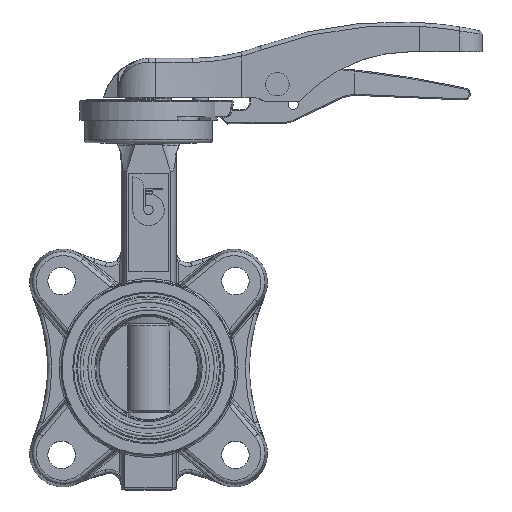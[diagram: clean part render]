
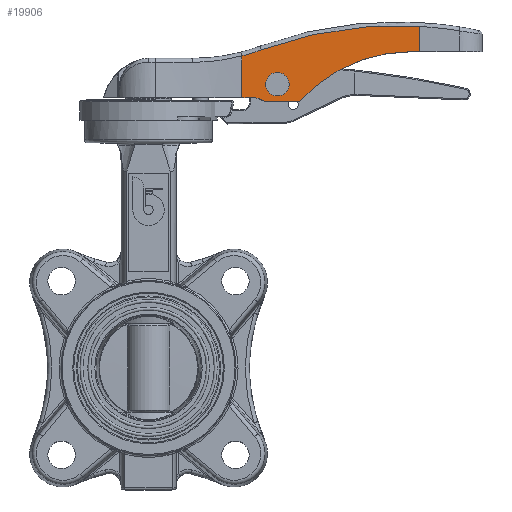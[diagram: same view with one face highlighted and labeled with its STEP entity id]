
A CAD part, top view. The second image highlights one B-rep face of the part: STEP entity #19906.
In plain terms, the highlighted planar face has unit normal (0, 0, 1).
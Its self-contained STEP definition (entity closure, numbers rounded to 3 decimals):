
#11867 = CARTESIAN_POINT ( 'NONE',  ( 59.5, 144.4, 11.75 ) ) ;
#11870 = VERTEX_POINT ( 'NONE', #11867 ) ;
#15527 = CARTESIAN_POINT ( 'NONE',  ( 75.661, 135.5, 11.75 ) ) ;
#15757 = DIRECTION ( 'NONE',  ( -1., 0., 0. ) ) ;
#15758 = VECTOR ( 'NONE', #15757, 1000. ) ;
#15759 = CARTESIAN_POINT ( 'NONE',  ( 47.444, 135.5, 11.75 ) ) ;
#15760 = LINE ( 'NONE', #15759, #15758 ) ;
#16936 = FACE_OUTER_BOUND ( 'NONE', #22560, .T. ) ;
#16970 = DIRECTION ( 'NONE',  ( -1., 0., 0. ) ) ;
#16971 = DIRECTION ( 'NONE',  ( 0., 0., -1. ) ) ;
#16973 = AXIS2_PLACEMENT_3D ( 'NONE', #16988, #16971, #16970 ) ;
#16982 = FACE_BOUND ( 'NONE', #24524, .T. ) ;
#16987 = PLANE ( 'NONE',  #16973 ) ;
#16988 = CARTESIAN_POINT ( 'NONE',  ( 47.444, 222.9, 11.75 ) ) ;
#19366 = VERTEX_POINT ( 'NONE', #15527 ) ;
#19465 = EDGE_CURVE ( 'NONE', #19366, #22971, #15760, .T. ) ;
#19635 = ORIENTED_EDGE ( 'NONE', *, *, #19465, .F. ) ;
#19906 = ADVANCED_FACE ( 'NONE', ( #16936, #16982 ), #16987, .F. ) ;
#22560 = EDGE_LOOP ( 'NONE', ( #19635, #23624, #23445, #23609, #23039, #23645, #23626, #23575, #22846, #23430, #23516, #22913 ) ) ;
#22603 = EDGE_CURVE ( 'NONE', #19366, #23541, #29039, .T. ) ;
#22798 = EDGE_CURVE ( 'NONE', #23563, #22866, #29053, .T. ) ;
#22832 = EDGE_CURVE ( 'NONE', #23610, #22910, #29081, .T. ) ;
#22846 = ORIENTED_EDGE ( 'NONE', *, *, #23573, .F. ) ;
#22866 = VERTEX_POINT ( 'NONE', #29054 ) ;
#22910 = VERTEX_POINT ( 'NONE', #29077 ) ;
#22913 = ORIENTED_EDGE ( 'NONE', *, *, #23725, .T. ) ;
#22971 = VERTEX_POINT ( 'NONE', #29061 ) ;
#23039 = ORIENTED_EDGE ( 'NONE', *, *, #23586, .F. ) ;
#23344 = VERTEX_POINT ( 'NONE', #29093 ) ;
#23400 = VERTEX_POINT ( 'NONE', #29088 ) ;
#23430 = ORIENTED_EDGE ( 'NONE', *, *, #22798, .F. ) ;
#23445 = ORIENTED_EDGE ( 'NONE', *, *, #23622, .F. ) ;
#23516 = ORIENTED_EDGE ( 'NONE', *, *, #23577, .F. ) ;
#23539 = EDGE_CURVE ( 'NONE', #23344, #23581, #29101, .T. ) ;
#23541 = VERTEX_POINT ( 'NONE', #29109 ) ;
#23542 = VERTEX_POINT ( 'NONE', #29144 ) ;
#23549 = EDGE_CURVE ( 'NONE', #23597, #23542, #29150, .T. ) ;
#23563 = VERTEX_POINT ( 'NONE', #29200 ) ;
#23573 = EDGE_CURVE ( 'NONE', #22866, #23581, #29198, .T. ) ;
#23575 = ORIENTED_EDGE ( 'NONE', *, *, #23539, .T. ) ;
#23577 = EDGE_CURVE ( 'NONE', #23400, #23563, #29180, .T. ) ;
#23581 = VERTEX_POINT ( 'NONE', #29219 ) ;
#23586 = EDGE_CURVE ( 'NONE', #23610, #23597, #29245, .T. ) ;
#23597 = VERTEX_POINT ( 'NONE', #29240 ) ;
#23609 = ORIENTED_EDGE ( 'NONE', *, *, #23549, .F. ) ;
#23610 = VERTEX_POINT ( 'NONE', #29253 ) ;
#23621 = EDGE_CURVE ( 'NONE', #22910, #23344, #29285, .T. ) ;
#23622 = EDGE_CURVE ( 'NONE', #23542, #23541, #29278, .T. ) ;
#23624 = ORIENTED_EDGE ( 'NONE', *, *, #22603, .T. ) ;
#23626 = ORIENTED_EDGE ( 'NONE', *, *, #23621, .T. ) ;
#23645 = ORIENTED_EDGE ( 'NONE', *, *, #22832, .T. ) ;
#23725 = EDGE_CURVE ( 'NONE', #23400, #22971, #29495, .T. ) ;
#23770 = EDGE_CURVE ( 'NONE', #11870, #11870, #29562, .T. ) ;
#23815 = ORIENTED_EDGE ( 'NONE', *, *, #23770, .T. ) ;
#24524 = EDGE_LOOP ( 'NONE', ( #23815 ) ) ;
#29026 = AXIS2_PLACEMENT_3D ( 'NONE', #29075, #29074, #29073 ) ;
#29033 = DIRECTION ( 'NONE',  ( -1., 0., 0. ) ) ;
#29034 = DIRECTION ( 'NONE',  ( 0., 0., 1. ) ) ;
#29035 = CARTESIAN_POINT ( 'NONE',  ( 75.661, 138.5, 11.75 ) ) ;
#29036 = AXIS2_PLACEMENT_3D ( 'NONE', #29035, #29034, #29033 ) ;
#29039 = CIRCLE ( 'NONE', #29036, 3. ) ;
#29045 = AXIS2_PLACEMENT_3D ( 'NONE', #29080, #29079, #29078 ) ;
#29053 = CIRCLE ( 'NONE', #29045, 10. ) ;
#29054 = CARTESIAN_POINT ( 'NONE',  ( 52.856, 137.5, 11.75 ) ) ;
#29061 = CARTESIAN_POINT ( 'NONE',  ( 59.804, 135.5, 11.75 ) ) ;
#29073 = DIRECTION ( 'NONE',  ( -1., 0., 0. ) ) ;
#29074 = DIRECTION ( 'NONE',  ( 0., 0., 1. ) ) ;
#29075 = CARTESIAN_POINT ( 'NONE',  ( 126., -23.897, 11.75 ) ) ;
#29077 = CARTESIAN_POINT ( 'NONE',  ( 57.36, 161.825, 11.75 ) ) ;
#29078 = DIRECTION ( 'NONE',  ( -1., 0., 0. ) ) ;
#29079 = DIRECTION ( 'NONE',  ( 0., 0., 1. ) ) ;
#29080 = CARTESIAN_POINT ( 'NONE',  ( 52.856, 127.5, 11.75 ) ) ;
#29081 = CIRCLE ( 'NONE', #29026, 198. ) ;
#29088 = CARTESIAN_POINT ( 'NONE',  ( 58.304, 135.902, 11.75 ) ) ;
#29093 = CARTESIAN_POINT ( 'NONE',  ( 47.444, 158.724, 11.75 ) ) ;
#29100 = CARTESIAN_POINT ( 'NONE',  ( 47.444, 222.9, 11.75 ) ) ;
#29101 = LINE ( 'NONE', #29100, #29134 ) ;
#29109 = CARTESIAN_POINT ( 'NONE',  ( 77.877, 136.477, 11.75 ) ) ;
#29133 = DIRECTION ( 'NONE',  ( 0., -1., 0. ) ) ;
#29134 = VECTOR ( 'NONE', #29133, 1000. ) ;
#29144 = CARTESIAN_POINT ( 'NONE',  ( 133.257, 160.9, 11.75 ) ) ;
#29147 = DIRECTION ( 'NONE',  ( -1., 0., 0. ) ) ;
#29148 = VECTOR ( 'NONE', #29147, 1000. ) ;
#29149 = CARTESIAN_POINT ( 'NONE',  ( 47.444, 160.9, 11.75 ) ) ;
#29150 = LINE ( 'NONE', #29149, #29148 ) ;
#29173 = DIRECTION ( 'NONE',  ( -1., 0., 0. ) ) ;
#29174 = VECTOR ( 'NONE', #29173, 1000. ) ;
#29175 = CARTESIAN_POINT ( 'NONE',  ( 47.444, 137.5, 11.75 ) ) ;
#29180 = LINE ( 'NONE', #29224, #29223 ) ;
#29198 = LINE ( 'NONE', #29175, #29174 ) ;
#29200 = CARTESIAN_POINT ( 'NONE',  ( 57.856, 136.16, 11.75 ) ) ;
#29219 = CARTESIAN_POINT ( 'NONE',  ( 47.444, 137.5, 11.75 ) ) ;
#29222 = DIRECTION ( 'NONE',  ( -0.866, 0.5, 0. ) ) ;
#29223 = VECTOR ( 'NONE', #29222, 1000. ) ;
#29224 = CARTESIAN_POINT ( 'NONE',  ( 12.488, 162.354, 11.75 ) ) ;
#29240 = CARTESIAN_POINT ( 'NONE',  ( 138., 160.9, 11.75 ) ) ;
#29242 = DIRECTION ( 'NONE',  ( 0., -1., 0. ) ) ;
#29243 = VECTOR ( 'NONE', #29242, 1000. ) ;
#29244 = CARTESIAN_POINT ( 'NONE',  ( 138., 222.9, 11.75 ) ) ;
#29245 = LINE ( 'NONE', #29244, #29243 ) ;
#29252 = AXIS2_PLACEMENT_3D ( 'NONE', #29277, #29276, #29275 ) ;
#29253 = CARTESIAN_POINT ( 'NONE',  ( 138., 173.74, 11.75 ) ) ;
#29275 = DIRECTION ( 'NONE',  ( -1., 0., 0. ) ) ;
#29276 = DIRECTION ( 'NONE',  ( 0., 0., -1. ) ) ;
#29277 = CARTESIAN_POINT ( 'NONE',  ( 22., 257.5, 11.75 ) ) ;
#29278 = CIRCLE ( 'NONE', #29290, 75. ) ;
#29284 = CARTESIAN_POINT ( 'NONE',  ( 133.257, 85.9, 11.75 ) ) ;
#29285 = CIRCLE ( 'NONE', #29252, 102. ) ;
#29290 = AXIS2_PLACEMENT_3D ( 'NONE', #29284, #29339, #29338 ) ;
#29338 = DIRECTION ( 'NONE',  ( -1., 0., 0. ) ) ;
#29339 = DIRECTION ( 'NONE',  ( 0., 0., 1. ) ) ;
#29481 = DIRECTION ( 'NONE',  ( -1., 0., 0. ) ) ;
#29482 = DIRECTION ( 'NONE',  ( 0., 0., 1. ) ) ;
#29483 = CARTESIAN_POINT ( 'NONE',  ( 59.804, 138.5, 11.75 ) ) ;
#29495 = CIRCLE ( 'NONE', #29497, 3. ) ;
#29497 = AXIS2_PLACEMENT_3D ( 'NONE', #29483, #29482, #29481 ) ;
#29559 = DIRECTION ( 'NONE',  ( -1., 0., 0. ) ) ;
#29560 = DIRECTION ( 'NONE',  ( 0., 0., -1. ) ) ;
#29561 = CARTESIAN_POINT ( 'NONE',  ( 65.5, 144.4, 11.75 ) ) ;
#29562 = CIRCLE ( 'NONE', #29567, 6. ) ;
#29567 = AXIS2_PLACEMENT_3D ( 'NONE', #29561, #29560, #29559 ) ;
